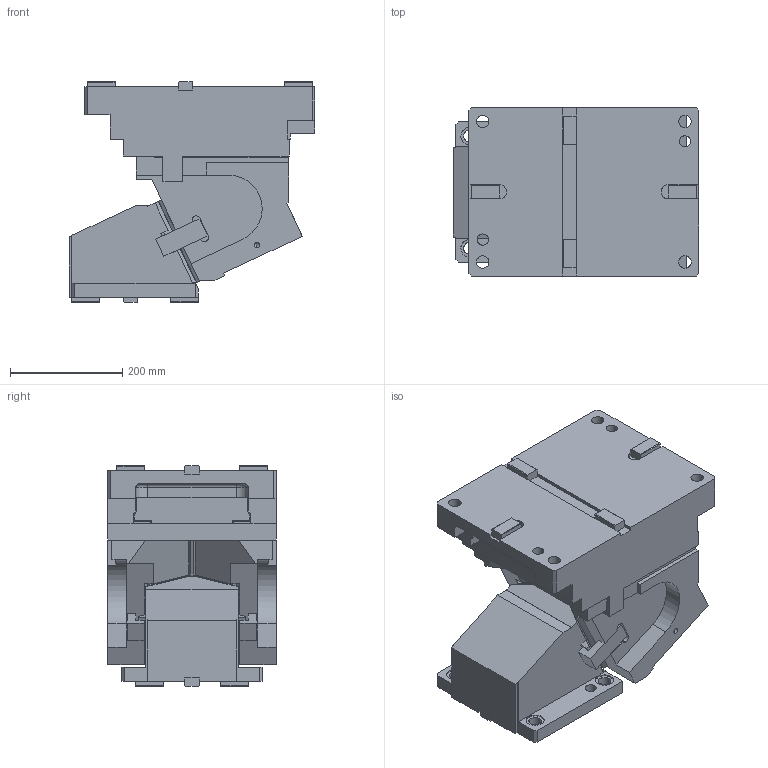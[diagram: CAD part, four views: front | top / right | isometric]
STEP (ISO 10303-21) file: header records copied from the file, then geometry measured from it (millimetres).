
FILE_DESCRIPTION(('CATIA V5 STEP Exchange'),'2;1');
FILE_NAME('CACV_300_65.stp','2015-04-24T14:17:36+00:00',('none'),('none'),'CATIA Version 5 Release 19 SP 2 (IN-10)','CATIA V5 STEP AP203','none');
FILE_SCHEMA(('CONFIG_CONTROL_DESIGN'));
Length unit declared in the file: millimetre
Products named in the file (1): CACV_300_65
Bounding box: 438 x 300 x 393 mm (x, y, z)
Volume: 25937526.7 mm3; surface area: 1287904.8 mm2
Topology: 3 solids, 8 shells, 582 faces, 1679 edges, 1101 vertices
Faces by surface type: plane 401, cylinder 154, cone 18, torus 5, bspline 4
Entity records: 19449 total; most frequent: CARTESIAN_POINT 4669, ORIENTED_EDGE 3322, DIRECTION 2573, EDGE_CURVE 1661, VECTOR 1316, LINE 1316, VERTEX_POINT 1101, AXIS2_PLACEMENT_3D 732
